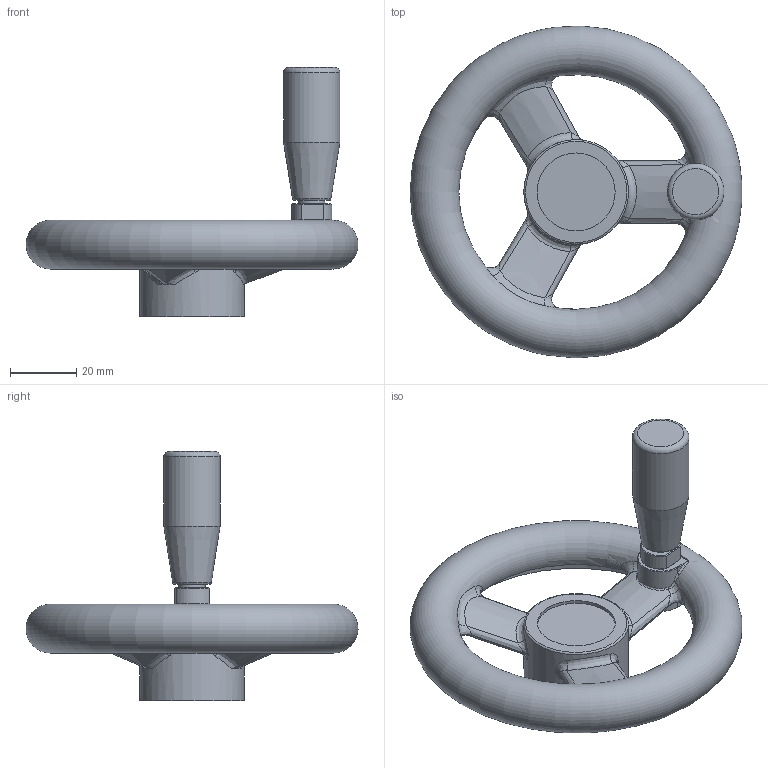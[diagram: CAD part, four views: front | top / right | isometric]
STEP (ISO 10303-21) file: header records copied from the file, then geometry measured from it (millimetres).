
FILE_DESCRIPTION( ( 'Unknown' ), '1' );
FILE_NAME( '6103005_VR100-M.stp', 'Unknown', ( 'Unknown' ), ( 'Unknown' ), 'XStep 1.0', 'Unknown', ' ' );
FILE_SCHEMA( ( 'CONFIG_CONTROL_DESIGN' ) );
Length unit declared in the file: millimetre
Products named in the file (1): 1
Bounding box: 99.9 x 99.97 x 75 mm (x, y, z)
Volume: 69697.7 mm3; surface area: 23786 mm2
Topology: 1 solids, 2 shells, 146 faces, 357 edges, 216 vertices
Faces by surface type: bspline 69, plane 35, cylinder 24, cone 12, torus 5, sphere 1
Full cylindrical faces by diameter (mm): 4.8 x1, 5.1 x1, 6 x1, 6.5 x1, 8 x3, 10 x1, 17 x1, 20 x1, 23.5 x1, 26 x1, 31.5 x1
Entity records: 13246 total; most frequent: CARTESIAN_POINT 10464, ORIENTED_EDGE 636, DIRECTION 426, EDGE_CURVE 318, VERTEX_POINT 204, AXIS2_PLACEMENT_3D 192, EDGE_LOOP 182, FACE_OUTER_BOUND 163
